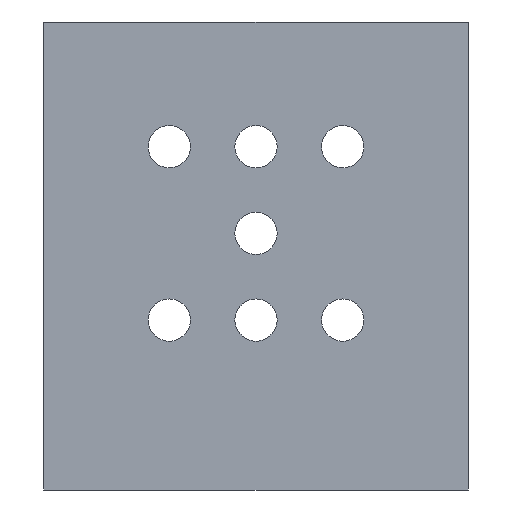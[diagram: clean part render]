
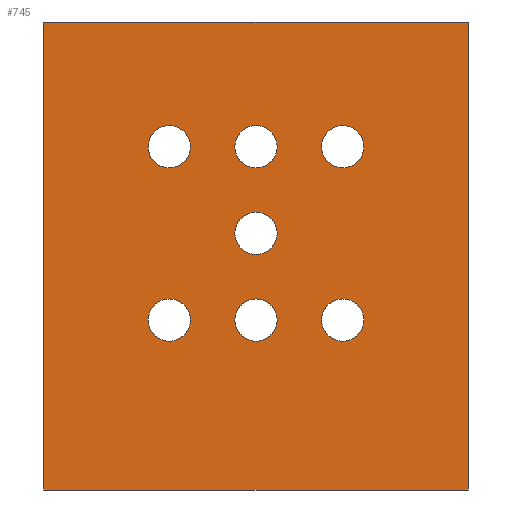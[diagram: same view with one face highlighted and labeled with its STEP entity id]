
A CAD part, front view. The second image highlights one B-rep face of the part: STEP entity #745.
In plain terms, the highlighted planar face has unit normal (0, -1, 0).
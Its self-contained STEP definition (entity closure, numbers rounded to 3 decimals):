
#15=FACE_BOUND('',#180,.T.);
#16=FACE_BOUND('',#181,.T.);
#17=FACE_BOUND('',#182,.T.);
#18=FACE_BOUND('',#183,.T.);
#19=FACE_BOUND('',#184,.T.);
#20=FACE_BOUND('',#185,.T.);
#21=FACE_BOUND('',#186,.T.);
#57=CIRCLE('',#790,3.05);
#58=CIRCLE('',#791,3.05);
#61=CIRCLE('',#795,3.05);
#62=CIRCLE('',#796,3.05);
#65=CIRCLE('',#800,3.05);
#66=CIRCLE('',#801,3.05);
#69=CIRCLE('',#805,3.05);
#70=CIRCLE('',#806,3.05);
#73=CIRCLE('',#810,3.05);
#74=CIRCLE('',#811,3.05);
#109=CIRCLE('',#855,3.05);
#110=CIRCLE('',#856,3.05);
#113=CIRCLE('',#860,3.05);
#114=CIRCLE('',#861,3.05);
#150=FACE_OUTER_BOUND('',#179,.T.);
#179=EDGE_LOOP('',(#603,#604,#605,#606));
#180=EDGE_LOOP('',(#607,#608));
#181=EDGE_LOOP('',(#609,#610));
#182=EDGE_LOOP('',(#611,#612));
#183=EDGE_LOOP('',(#613,#614));
#184=EDGE_LOOP('',(#615,#616));
#185=EDGE_LOOP('',(#617,#618));
#186=EDGE_LOOP('',(#619,#620));
#225=LINE('',#1119,#266);
#243=LINE('',#1292,#284);
#244=LINE('',#1294,#285);
#245=LINE('',#1295,#286);
#266=VECTOR('',#880,1000.);
#284=VECTOR('',#1070,10.);
#285=VECTOR('',#1071,1000.);
#286=VECTOR('',#1072,1000.);
#305=VERTEX_POINT('',#1113);
#307=VERTEX_POINT('',#1117);
#318=VERTEX_POINT('',#1145);
#319=VERTEX_POINT('',#1147);
#322=VERTEX_POINT('',#1155);
#323=VERTEX_POINT('',#1157);
#326=VERTEX_POINT('',#1165);
#327=VERTEX_POINT('',#1167);
#330=VERTEX_POINT('',#1175);
#331=VERTEX_POINT('',#1177);
#334=VERTEX_POINT('',#1185);
#335=VERTEX_POINT('',#1187);
#370=VERTEX_POINT('',#1275);
#371=VERTEX_POINT('',#1277);
#374=VERTEX_POINT('',#1285);
#375=VERTEX_POINT('',#1287);
#376=VERTEX_POINT('',#1291);
#377=VERTEX_POINT('',#1293);
#391=EDGE_CURVE('',#307,#305,#225,.T.);
#405=EDGE_CURVE('',#318,#319,#57,.T.);
#406=EDGE_CURVE('',#319,#318,#58,.T.);
#410=EDGE_CURVE('',#322,#323,#61,.T.);
#411=EDGE_CURVE('',#323,#322,#62,.T.);
#415=EDGE_CURVE('',#326,#327,#65,.T.);
#416=EDGE_CURVE('',#327,#326,#66,.T.);
#420=EDGE_CURVE('',#330,#331,#69,.T.);
#421=EDGE_CURVE('',#331,#330,#70,.T.);
#425=EDGE_CURVE('',#334,#335,#73,.T.);
#426=EDGE_CURVE('',#335,#334,#74,.T.);
#470=EDGE_CURVE('',#370,#371,#109,.T.);
#471=EDGE_CURVE('',#371,#370,#110,.T.);
#475=EDGE_CURVE('',#374,#375,#113,.T.);
#476=EDGE_CURVE('',#375,#374,#114,.T.);
#477=EDGE_CURVE('',#376,#305,#243,.T.);
#478=EDGE_CURVE('',#307,#377,#244,.T.);
#479=EDGE_CURVE('',#376,#377,#245,.T.);
#603=ORIENTED_EDGE('',*,*,#477,.T.);
#604=ORIENTED_EDGE('',*,*,#391,.F.);
#605=ORIENTED_EDGE('',*,*,#478,.T.);
#606=ORIENTED_EDGE('',*,*,#479,.F.);
#607=ORIENTED_EDGE('',*,*,#406,.F.);
#608=ORIENTED_EDGE('',*,*,#405,.F.);
#609=ORIENTED_EDGE('',*,*,#471,.F.);
#610=ORIENTED_EDGE('',*,*,#470,.F.);
#611=ORIENTED_EDGE('',*,*,#476,.F.);
#612=ORIENTED_EDGE('',*,*,#475,.F.);
#613=ORIENTED_EDGE('',*,*,#411,.F.);
#614=ORIENTED_EDGE('',*,*,#410,.F.);
#615=ORIENTED_EDGE('',*,*,#416,.F.);
#616=ORIENTED_EDGE('',*,*,#415,.F.);
#617=ORIENTED_EDGE('',*,*,#421,.F.);
#618=ORIENTED_EDGE('',*,*,#420,.F.);
#619=ORIENTED_EDGE('',*,*,#426,.F.);
#620=ORIENTED_EDGE('',*,*,#425,.F.);
#716=PLANE('',#862);
#745=ADVANCED_FACE('',(#150,#15,#16,#17,#18,#19,#20,#21),#716,.F.);
#790=AXIS2_PLACEMENT_3D('',#1148,#910,#911);
#791=AXIS2_PLACEMENT_3D('',#1149,#912,#913);
#795=AXIS2_PLACEMENT_3D('',#1158,#921,#922);
#796=AXIS2_PLACEMENT_3D('',#1159,#923,#924);
#800=AXIS2_PLACEMENT_3D('',#1168,#932,#933);
#801=AXIS2_PLACEMENT_3D('',#1169,#934,#935);
#805=AXIS2_PLACEMENT_3D('',#1178,#943,#944);
#806=AXIS2_PLACEMENT_3D('',#1179,#945,#946);
#810=AXIS2_PLACEMENT_3D('',#1188,#954,#955);
#811=AXIS2_PLACEMENT_3D('',#1189,#956,#957);
#855=AXIS2_PLACEMENT_3D('',#1278,#1053,#1054);
#856=AXIS2_PLACEMENT_3D('',#1279,#1055,#1056);
#860=AXIS2_PLACEMENT_3D('',#1288,#1064,#1065);
#861=AXIS2_PLACEMENT_3D('',#1289,#1066,#1067);
#862=AXIS2_PLACEMENT_3D('',#1290,#1068,#1069);
#880=DIRECTION('',(1.,0.,0.));
#910=DIRECTION('center_axis',(0.,-1.,0.));
#911=DIRECTION('ref_axis',(0.,0.,-1.));
#912=DIRECTION('center_axis',(0.,-1.,0.));
#913=DIRECTION('ref_axis',(0.,0.,-1.));
#921=DIRECTION('center_axis',(0.,-1.,0.));
#922=DIRECTION('ref_axis',(0.,0.,-1.));
#923=DIRECTION('center_axis',(0.,-1.,0.));
#924=DIRECTION('ref_axis',(0.,0.,-1.));
#932=DIRECTION('center_axis',(0.,-1.,0.));
#933=DIRECTION('ref_axis',(0.,0.,-1.));
#934=DIRECTION('center_axis',(0.,-1.,0.));
#935=DIRECTION('ref_axis',(0.,0.,-1.));
#943=DIRECTION('center_axis',(0.,-1.,0.));
#944=DIRECTION('ref_axis',(0.,0.,-1.));
#945=DIRECTION('center_axis',(0.,-1.,0.));
#946=DIRECTION('ref_axis',(0.,0.,-1.));
#954=DIRECTION('center_axis',(0.,-1.,0.));
#955=DIRECTION('ref_axis',(0.,0.,-1.));
#956=DIRECTION('center_axis',(0.,-1.,0.));
#957=DIRECTION('ref_axis',(0.,0.,-1.));
#1053=DIRECTION('center_axis',(0.,-1.,0.));
#1054=DIRECTION('ref_axis',(0.,0.,-1.));
#1055=DIRECTION('center_axis',(0.,-1.,0.));
#1056=DIRECTION('ref_axis',(0.,0.,-1.));
#1064=DIRECTION('center_axis',(0.,-1.,0.));
#1065=DIRECTION('ref_axis',(0.,0.,-1.));
#1066=DIRECTION('center_axis',(0.,-1.,0.));
#1067=DIRECTION('ref_axis',(0.,0.,-1.));
#1068=DIRECTION('center_axis',(0.,1.,0.));
#1069=DIRECTION('ref_axis',(0.,0.,1.));
#1070=DIRECTION('',(0.,0.,1.));
#1071=DIRECTION('',(0.,0.,-1.));
#1072=DIRECTION('',(-1.,0.,0.));
#1113=CARTESIAN_POINT('',(61.2,0.,2.09));
#1117=CARTESIAN_POINT('',(0.,0.,2.09));
#1119=CARTESIAN_POINT('',(0.,0.,2.09));
#1145=CARTESIAN_POINT('',(43.1,0.,-12.84));
#1147=CARTESIAN_POINT('',(43.1,0.,-18.94));
#1148=CARTESIAN_POINT('Origin',(43.1,0.,-15.89));
#1149=CARTESIAN_POINT('Origin',(43.1,0.,-15.89));
#1155=CARTESIAN_POINT('',(30.6,0.,-12.84));
#1157=CARTESIAN_POINT('',(30.6,0.,-18.94));
#1158=CARTESIAN_POINT('Origin',(30.6,0.,-15.89));
#1159=CARTESIAN_POINT('Origin',(30.6,0.,-15.89));
#1165=CARTESIAN_POINT('',(30.6,0.,-37.84));
#1167=CARTESIAN_POINT('',(30.6,0.,-43.94));
#1168=CARTESIAN_POINT('Origin',(30.6,0.,-40.89));
#1169=CARTESIAN_POINT('Origin',(30.6,0.,-40.89));
#1175=CARTESIAN_POINT('',(30.6,0.,-25.34));
#1177=CARTESIAN_POINT('',(30.6,0.,-31.44));
#1178=CARTESIAN_POINT('Origin',(30.6,0.,-28.39));
#1179=CARTESIAN_POINT('Origin',(30.6,0.,-28.39));
#1185=CARTESIAN_POINT('',(18.1,0.,-12.84));
#1187=CARTESIAN_POINT('',(18.1,0.,-18.94));
#1188=CARTESIAN_POINT('Origin',(18.1,0.,-15.89));
#1189=CARTESIAN_POINT('Origin',(18.1,0.,-15.89));
#1275=CARTESIAN_POINT('',(43.1,0.,-37.84));
#1277=CARTESIAN_POINT('',(43.1,0.,-43.94));
#1278=CARTESIAN_POINT('Origin',(43.1,0.,-40.89));
#1279=CARTESIAN_POINT('Origin',(43.1,0.,-40.89));
#1285=CARTESIAN_POINT('',(18.1,0.,-37.84));
#1287=CARTESIAN_POINT('',(18.1,0.,-43.94));
#1288=CARTESIAN_POINT('Origin',(18.1,0.,-40.89));
#1289=CARTESIAN_POINT('Origin',(18.1,0.,-40.89));
#1290=CARTESIAN_POINT('Origin',(61.2,0.,-60.39));
#1291=CARTESIAN_POINT('',(61.2,0.,-65.39));
#1292=CARTESIAN_POINT('',(61.2,0.,-29.15));
#1293=CARTESIAN_POINT('',(0.,0.,-65.39));
#1294=CARTESIAN_POINT('',(0.,0.,-60.39));
#1295=CARTESIAN_POINT('',(61.2,0.,-65.39));
